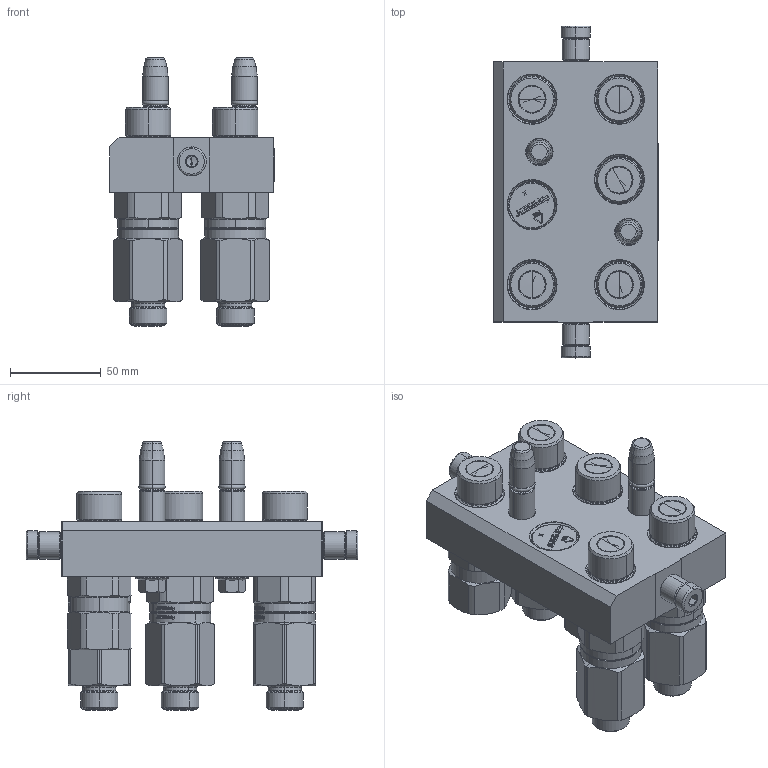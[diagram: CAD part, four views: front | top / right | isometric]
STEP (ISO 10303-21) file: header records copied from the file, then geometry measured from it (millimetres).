
FILE_DESCRIPTION (( 'STEP AP214' ), '1' );
FILE_NAME ('FASTER.step', '2025-11-06T16:12:46', ( '' ), ( '' ), 'SwSTEP 2.0', 'SolidWorks 2017', '' );
FILE_SCHEMA (( 'AUTOMOTIVE_DESIGN' ));
Length unit declared in the file: millimetre
Products named in the file (13): 1540_080_0008_000; or2_62x9_19_m; 4830_028_1000_011; 3ffnp1211_12sm; TAPPO_12; FASTER; 4850_010_0000_010; et002; 4830_013_3000_030; 2ffnp12-18g_m; P608_M_BASE; 4830_021_0000_000
Assembly tree (20 placements, depth 3):
  FASTER
    P608_M_BASE
      4850_010_0000_010
      4830_021_0000_000  x2
      4830_013_3000_030  x2
      4830_028_1000_011  x2
      1540_080_0008_000  x2
      or2_62x9_19_m  x2
    2ffnp12-18g_m
    TAPPO_12
    3ffnp1211_12sm  x4
      3ffnp1211_12sm
    et002
Bounding box: 90.3 x 182.6 x 147.61 mm (x, y, z)
Volume: 50888 mm3; surface area: 169738.2 mm2
Topology: 9 solids, 64 shells, 3111 faces, 8937 edges, 5816 vertices
Faces by surface type: plane 1748, cylinder 553, cone 460, torus 216, bspline 134
Entity records: 82913 total; most frequent: CARTESIAN_POINT 19538, ORIENTED_EDGE 11163, DIRECTION 10501, EDGE_CURVE 5781, VECTOR 4061, LINE 4061, VERTEX_POINT 3753, AXIS2_PLACEMENT_3D 3220
